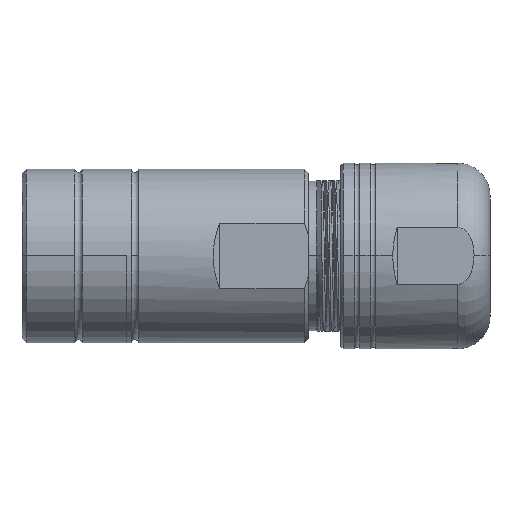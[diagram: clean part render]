
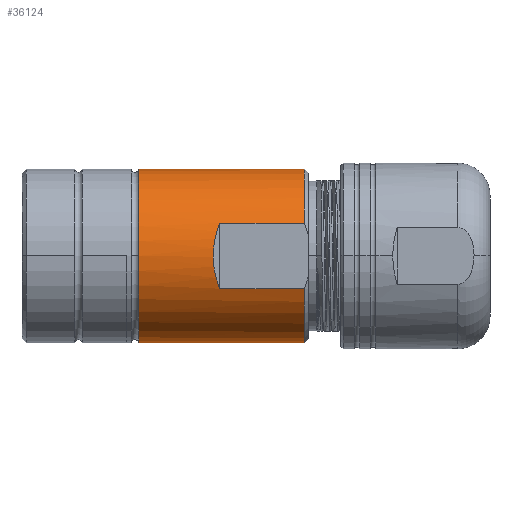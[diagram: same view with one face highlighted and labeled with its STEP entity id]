
A CAD part, top view. The second image highlights one B-rep face of the part: STEP entity #36124.
In plain terms, the highlighted cylindrical face has radius 10.75 mm (diameter 21.5 mm), a partial arc.
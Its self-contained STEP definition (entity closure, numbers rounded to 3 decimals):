
#9589=CARTESIAN_POINT('',(14.49,0.,0.));
#9590=DIRECTION('',(-1.,0.,0.));
#9591=DIRECTION('',(0.,-1.,0.));
#9592=AXIS2_PLACEMENT_3D('',#9589,#9590,#9591);
#9594=CARTESIAN_POINT('',(14.49,0.,0.));
#9595=DIRECTION('',(-1.,0.,0.));
#9596=DIRECTION('',(0.,0.,1.));
#9597=AXIS2_PLACEMENT_3D('',#9594,#9595,#9596);
#9599=DIRECTION('',(1.,0.,0.));
#9600=VECTOR('',#9599,20.51);
#9601=CARTESIAN_POINT('',(14.49,10.75,0.));
#9602=LINE('',#9601,#9600);
#9603=CARTESIAN_POINT('',(35.,0.,0.));
#9604=DIRECTION('',(1.,0.,0.));
#9605=DIRECTION('',(0.,1.,0.));
#9606=AXIS2_PLACEMENT_3D('',#9603,#9604,#9605);
#9608=CARTESIAN_POINT('',(35.,0.,0.));
#9609=DIRECTION('',(1.,0.,0.));
#9610=DIRECTION('',(0.,-0.379,0.926));
#9611=AXIS2_PLACEMENT_3D('',#9608,#9609,#9610);
#9613=DIRECTION('',(1.,0.,0.));
#9614=VECTOR('',#9613,20.51);
#9615=CARTESIAN_POINT('',(14.49,-10.75,0.));
#9616=LINE('',#9615,#9614);
#9750=CARTESIAN_POINT('',(35.,4.069,9.95));
#9752=CARTESIAN_POINT('',(35.,-4.069,9.95));
#9758=DIRECTION('',(-1.,0.,0.));
#9759=VECTOR('',#9758,10.5);
#9760=CARTESIAN_POINT('',(35.,-4.069,9.95));
#9761=LINE('',#9760,#9759);
#9762=DIRECTION('',(-1.,0.,0.));
#9763=VECTOR('',#9762,10.5);
#9764=CARTESIAN_POINT('',(35.,4.069,9.95));
#9765=LINE('',#9764,#9763);
#9766=CARTESIAN_POINT('',(24.5,-4.069,9.95));
#9767=CARTESIAN_POINT('',(24.223,-3.391,10.227));
#9768=CARTESIAN_POINT('',(23.827,-2.035,10.623));
#9769=CARTESIAN_POINT('',(23.636,0.,10.814));
#9770=CARTESIAN_POINT('',(23.827,2.035,10.623));
#9771=CARTESIAN_POINT('',(24.223,3.391,10.227));
#9772=CARTESIAN_POINT('',(24.5,4.069,9.95));
#14857=VERTEX_POINT('',#9766);
#14858=VERTEX_POINT('',#9772);
#14860=VERTEX_POINT('',#9750);
#14861=CARTESIAN_POINT('',(35.,10.75,0.));
#14862=VERTEX_POINT('',#14861);
#14867=CARTESIAN_POINT('',(35.,-10.75,0.));
#14868=VERTEX_POINT('',#14867);
#14869=VERTEX_POINT('',#9752);
#14901=CARTESIAN_POINT('',(14.49,0.,10.75));
#14902=VERTEX_POINT('',#14901);
#14919=CARTESIAN_POINT('',(14.49,-10.75,0.));
#14920=VERTEX_POINT('',#14919);
#14921=CARTESIAN_POINT('',(14.49,10.75,0.));
#14922=VERTEX_POINT('',#14921);
#36100=CARTESIAN_POINT('',(36.675,0.,0.));
#36101=DIRECTION('',(-1.,0.,0.));
#36102=DIRECTION('',(0.,1.,0.));
#36103=AXIS2_PLACEMENT_3D('',#36100,#36101,#36102);
#36104=CYLINDRICAL_SURFACE('',#36103,10.75);
#36106=ORIENTED_EDGE('',*,*,#36105,.T.);
#36108=ORIENTED_EDGE('',*,*,#36107,.T.);
#36110=ORIENTED_EDGE('',*,*,#36109,.T.);
#36111=ORIENTED_EDGE('',*,*,#36088,.T.);
#36113=ORIENTED_EDGE('',*,*,#36112,.T.);
#36115=ORIENTED_EDGE('',*,*,#36114,.F.);
#36117=ORIENTED_EDGE('',*,*,#36116,.F.);
#36119=ORIENTED_EDGE('',*,*,#36118,.T.);
#36121=ORIENTED_EDGE('',*,*,#36120,.F.);
#36122=EDGE_LOOP('',(#36106,#36108,#36110,#36111,#36113,#36115,#36117,#36119,
#36121));
#36123=FACE_OUTER_BOUND('',#36122,.F.);
#36124=ADVANCED_FACE('',(#36123),#36104,.T.);
#9593=CIRCLE('',#9592,10.75);
#9598=CIRCLE('',#9597,10.75);
#9607=CIRCLE('',#9606,10.75);
#9612=CIRCLE('',#9611,10.75);
#9773=B_SPLINE_CURVE_WITH_KNOTS('',3,(#9766,#9767,#9768,#9769,#9770,#9771,
#9772),.UNSPECIFIED.,.F.,.F.,(4,1,1,1,4),(0.,0.25,0.5,0.75,1.),
.UNSPECIFIED.);
#36088=EDGE_CURVE('',#14862,#14860,#9607,.T.);
#36105=EDGE_CURVE('',#14920,#14902,#9593,.T.);
#36107=EDGE_CURVE('',#14902,#14922,#9598,.T.);
#36109=EDGE_CURVE('',#14922,#14862,#9602,.T.);
#36112=EDGE_CURVE('',#14860,#14858,#9765,.T.);
#36114=EDGE_CURVE('',#14857,#14858,#9773,.T.);
#36116=EDGE_CURVE('',#14869,#14857,#9761,.T.);
#36118=EDGE_CURVE('',#14869,#14868,#9612,.T.);
#36120=EDGE_CURVE('',#14920,#14868,#9616,.T.);
